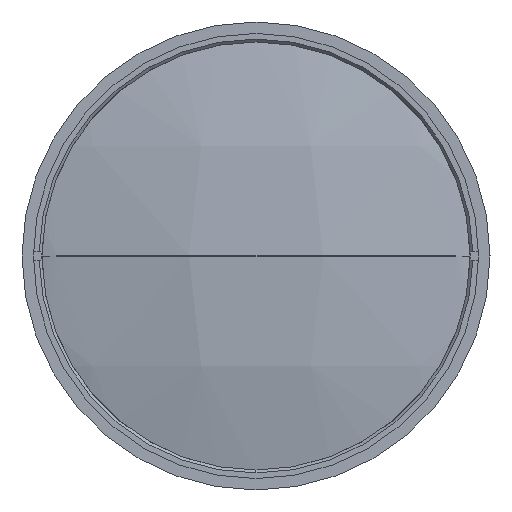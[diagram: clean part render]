
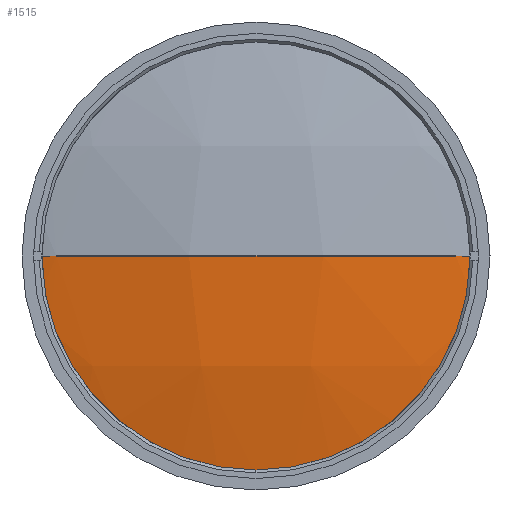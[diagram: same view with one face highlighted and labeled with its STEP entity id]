
A CAD part, left-side view. The second image highlights one B-rep face of the part: STEP entity #1515.
In plain terms, the highlighted spherical face has radius 164.18 mm.
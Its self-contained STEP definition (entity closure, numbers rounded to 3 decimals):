
#45 = AXIS2_PLACEMENT_3D ( 'NONE', #2763, #772, #1914 ) ;
#87 = EDGE_CURVE ( 'NONE', #1888, #1853, #1078, .T. ) ;
#129 = ORIENTED_EDGE ( 'NONE', *, *, #1292, .T. ) ;
#169 = AXIS2_PLACEMENT_3D ( 'NONE', #865, #1115, #2921 ) ;
#204 = DIRECTION ( 'NONE',  ( 0., -1., 0. ) ) ;
#309 = CARTESIAN_POINT ( 'NONE',  ( -139.236, 35., 0. ) ) ;
#391 = CIRCLE ( 'NONE', #2520, 164.18 ) ;
#426 = CARTESIAN_POINT ( 'NONE',  ( 21.17, 35., 0. ) ) ;
#429 = ORIENTED_EDGE ( 'NONE', *, *, #2806, .F. ) ;
#447 = ORIENTED_EDGE ( 'NONE', *, *, #2341, .F. ) ;
#510 = CARTESIAN_POINT ( 'NONE',  ( -139.236, -35., 0. ) ) ;
#558 = EDGE_LOOP ( 'NONE', ( #129, #960, #2276, #1770, #429, #447 ) ) ;
#596 = CARTESIAN_POINT ( 'NONE',  ( -139.236, -35., 0. ) ) ;
#772 = DIRECTION ( 'NONE',  ( 0., 0., -1. ) ) ;
#849 = DIRECTION ( 'NONE',  ( 0., 0., 1. ) ) ;
#865 = CARTESIAN_POINT ( 'NONE',  ( 21.17, 0., 0. ) ) ;
#870 = DIRECTION ( 'NONE',  ( 1., 0., 0. ) ) ;
#890 = DIRECTION ( 'NONE',  ( 0., 1., 0. ) ) ;
#960 = ORIENTED_EDGE ( 'NONE', *, *, #2786, .T. ) ;
#994 = CARTESIAN_POINT ( 'NONE',  ( -139.236, 35., 0. ) ) ;
#1043 = VERTEX_POINT ( 'NONE', #510 ) ;
#1078 = CIRCLE ( 'NONE', #169, 164.18 ) ;
#1114 = CARTESIAN_POINT ( 'NONE',  ( 21.17, -35., 0. ) ) ;
#1115 = DIRECTION ( 'NONE',  ( 0., 0., 1. ) ) ;
#1292 = EDGE_CURVE ( 'NONE', #2121, #2844, #1571, .T. ) ;
#1315 = DIRECTION ( 'NONE',  ( 0., 0., 1. ) ) ;
#1360 = DIRECTION ( 'NONE',  ( 0., 1., 0. ) ) ;
#1487 = AXIS2_PLACEMENT_3D ( 'NONE', #1114, #890, #849 ) ;
#1515 = ADVANCED_FACE ( 'NONE', ( #2072 ), #2584, .T. ) ;
#1533 = CARTESIAN_POINT ( 'NONE',  ( 21.17, 0., 0. ) ) ;
#1571 = CIRCLE ( 'NONE', #2507, 38.306 ) ;
#1582 = CARTESIAN_POINT ( 'NONE',  ( 21.17, 0., 0. ) ) ;
#1675 = CIRCLE ( 'NONE', #2188, 160.406 ) ;
#1764 = CIRCLE ( 'NONE', #1487, 160.406 ) ;
#1770 = ORIENTED_EDGE ( 'NONE', *, *, #87, .F. ) ;
#1777 = DIRECTION ( 'NONE',  ( 0., 0., -1. ) ) ;
#1817 = CARTESIAN_POINT ( 'NONE',  ( -138.479, 38.306, 0. ) ) ;
#1853 = VERTEX_POINT ( 'NONE', #596 ) ;
#1888 = VERTEX_POINT ( 'NONE', #994 ) ;
#1914 = DIRECTION ( 'NONE',  ( 0., 1., 0. ) ) ;
#1993 = EDGE_CURVE ( 'NONE', #1853, #1043, #1764, .T. ) ;
#2001 = DIRECTION ( 'NONE',  ( 0., 0., -1. ) ) ;
#2072 = FACE_OUTER_BOUND ( 'NONE', #558, .T. ) ;
#2121 = VERTEX_POINT ( 'NONE', #1817 ) ;
#2139 = AXIS2_PLACEMENT_3D ( 'NONE', #1582, #1315, #870 ) ;
#2188 = AXIS2_PLACEMENT_3D ( 'NONE', #426, #204, #2483 ) ;
#2208 = CARTESIAN_POINT ( 'NONE',  ( -138.479, 0., 0. ) ) ;
#2264 = DIRECTION ( 'NONE',  ( -1., 0., 0. ) ) ;
#2276 = ORIENTED_EDGE ( 'NONE', *, *, #1993, .F. ) ;
#2284 = CIRCLE ( 'NONE', #2139, 164.18 ) ;
#2341 = EDGE_CURVE ( 'NONE', #2121, #2557, #2284, .T. ) ;
#2483 = DIRECTION ( 'NONE',  ( 0., 0., -1. ) ) ;
#2507 = AXIS2_PLACEMENT_3D ( 'NONE', #2208, #2264, #2001 ) ;
#2520 = AXIS2_PLACEMENT_3D ( 'NONE', #1533, #1777, #1360 ) ;
#2557 = VERTEX_POINT ( 'NONE', #309 ) ;
#2584 = SPHERICAL_SURFACE ( 'NONE', #45, 164.18 ) ;
#2763 = CARTESIAN_POINT ( 'NONE',  ( 21.17, 0., 0. ) ) ;
#2786 = EDGE_CURVE ( 'NONE', #2844, #1043, #391, .T. ) ;
#2806 = EDGE_CURVE ( 'NONE', #2557, #1888, #1675, .T. ) ;
#2844 = VERTEX_POINT ( 'NONE', #2909 ) ;
#2909 = CARTESIAN_POINT ( 'NONE',  ( -138.479, -38.306, 0. ) ) ;
#2921 = DIRECTION ( 'NONE',  ( -1., 0., 0. ) ) ;
